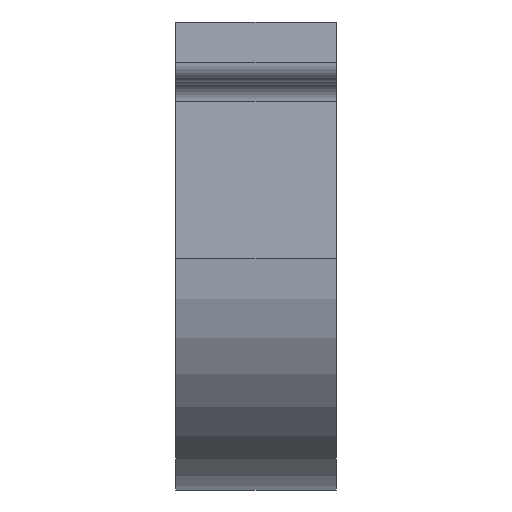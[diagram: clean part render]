
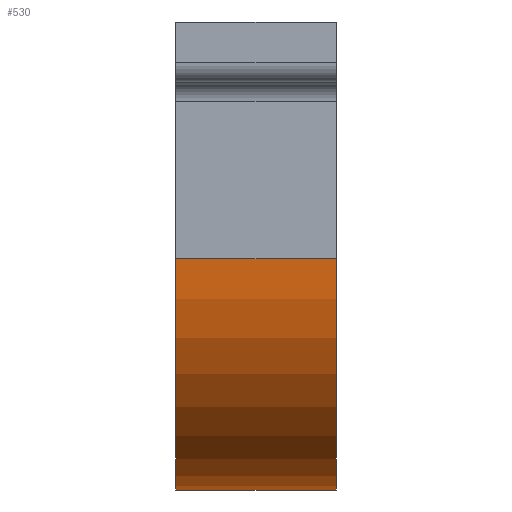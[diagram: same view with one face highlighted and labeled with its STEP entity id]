
A CAD part, left-side view. The second image highlights one B-rep face of the part: STEP entity #530.
In plain terms, the highlighted cylindrical face has radius 18.383 mm (diameter 36.767 mm), a partial arc.
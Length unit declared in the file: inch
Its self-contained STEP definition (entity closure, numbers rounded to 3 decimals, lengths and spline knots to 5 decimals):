
#40 = CARTESIAN_POINT ( 'NONE',  ( 0., 0., -0.72375 ) ) ;
#49 = CARTESIAN_POINT ( 'NONE',  ( 0., 0.501, -0.72375 ) ) ;
#121 = VECTOR ( 'NONE', #627, 39.37008 ) ;
#136 = CIRCLE ( 'NONE', #451, 0.72375 ) ;
#146 = LINE ( 'NONE', #49, #121 ) ;
#163 = ORIENTED_EDGE ( 'NONE', *, *, #287, .T. ) ;
#179 = CARTESIAN_POINT ( 'NONE',  ( 0., 0.501, 0. ) ) ;
#219 = CARTESIAN_POINT ( 'NONE',  ( -0.72375, 0., 0. ) ) ;
#220 = ORIENTED_EDGE ( 'NONE', *, *, #857, .F. ) ;
#260 = CARTESIAN_POINT ( 'NONE',  ( -0.72375, 0.501, 0. ) ) ;
#267 = VERTEX_POINT ( 'NONE', #376 ) ;
#284 = AXIS2_PLACEMENT_3D ( 'NONE', #409, #920, #486 ) ;
#287 = EDGE_CURVE ( 'NONE', #802, #581, #136, .T. ) ;
#289 = VERTEX_POINT ( 'NONE', #815 ) ;
#297 = CYLINDRICAL_SURFACE ( 'NONE', #390, 0.72375 ) ;
#305 = EDGE_LOOP ( 'NONE', ( #674, #864, #163, #220 ) ) ;
#320 = FACE_OUTER_BOUND ( 'NONE', #305, .T. ) ;
#376 = CARTESIAN_POINT ( 'NONE',  ( 0., 0.501, -0.72375 ) ) ;
#390 = AXIS2_PLACEMENT_3D ( 'NONE', #179, #827, #467 ) ;
#397 = DIRECTION ( 'NONE',  ( 0., -1., 0. ) ) ;
#409 = CARTESIAN_POINT ( 'NONE',  ( 0., 0.501, 0. ) ) ;
#418 = VECTOR ( 'NONE', #397, 39.37008 ) ;
#451 = AXIS2_PLACEMENT_3D ( 'NONE', #529, #520, #455 ) ;
#455 = DIRECTION ( 'NONE',  ( 0., 0., 1. ) ) ;
#467 = DIRECTION ( 'NONE',  ( 0., 0., -1. ) ) ;
#486 = DIRECTION ( 'NONE',  ( 0., 0., 1. ) ) ;
#510 = CIRCLE ( 'NONE', #284, 0.72375 ) ;
#520 = DIRECTION ( 'NONE',  ( 0., 1., 0. ) ) ;
#529 = CARTESIAN_POINT ( 'NONE',  ( 0., 0., 0. ) ) ;
#530 = ADVANCED_FACE ( 'NONE', ( #320 ), #297, .T. ) ;
#581 = VERTEX_POINT ( 'NONE', #219 ) ;
#584 = LINE ( 'NONE', #260, #418 ) ;
#627 = DIRECTION ( 'NONE',  ( 0., -1., 0. ) ) ;
#674 = ORIENTED_EDGE ( 'NONE', *, *, #737, .F. ) ;
#733 = EDGE_CURVE ( 'NONE', #267, #802, #146, .T. ) ;
#737 = EDGE_CURVE ( 'NONE', #267, #289, #510, .T. ) ;
#802 = VERTEX_POINT ( 'NONE', #40 ) ;
#815 = CARTESIAN_POINT ( 'NONE',  ( -0.72375, 0.501, 0. ) ) ;
#827 = DIRECTION ( 'NONE',  ( 0., -1., 0. ) ) ;
#857 = EDGE_CURVE ( 'NONE', #289, #581, #584, .T. ) ;
#864 = ORIENTED_EDGE ( 'NONE', *, *, #733, .T. ) ;
#920 = DIRECTION ( 'NONE',  ( 0., 1., 0. ) ) ;
